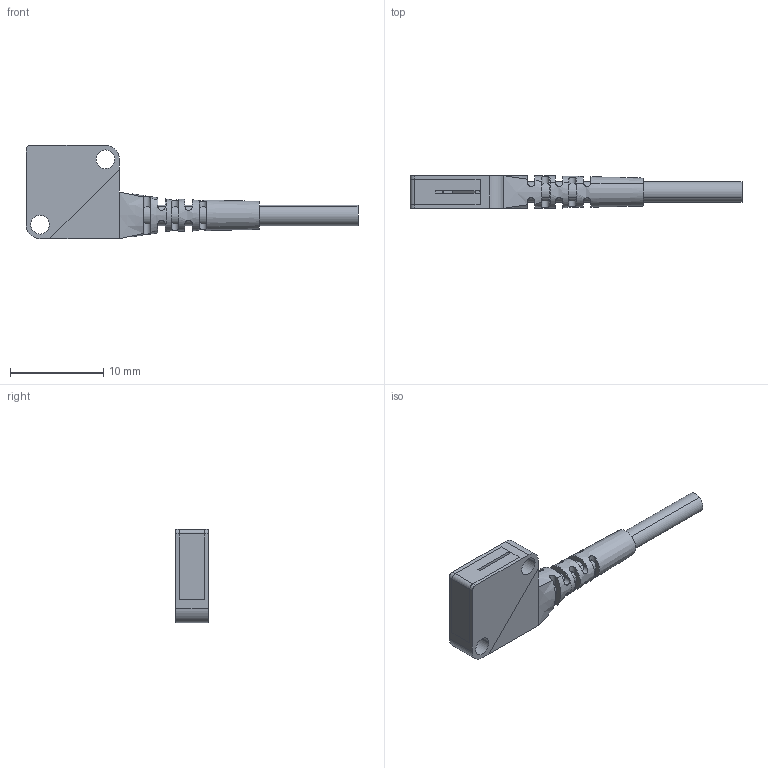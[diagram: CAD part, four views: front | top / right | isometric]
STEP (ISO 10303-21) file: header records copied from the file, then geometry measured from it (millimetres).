
FILE_DESCRIPTION((''),'2;1');
FILE_NAME('ASM0002_ASM','2016-03-30T',('wenchil222'),(''),'PRO/ENGINEER BY PARAMETRIC TECHNOLOGY CORPORATION, 2008020','PRO/ENGINEER BY PARAMETRIC TECHNOLOGY CORPORATION, 2008020','');
FILE_SCHEMA(('CONFIG_CONTROL_DESIGN'));
Length unit declared in the file: millimetre
Products named in the file (5): PT-10ML; 00; 01; 02; ASM0002_ASM
Assembly tree (4 placements, depth 2):
  ASM0002_ASM
    PT-10ML
    00
    01
    02
Bounding box: 35.56 x 3.5 x 10 mm (x, y, z)
Volume: 412.1 mm3; surface area: 1242 mm2
Topology: 4 solids, 4 shells, 182 faces, 544 edges, 360 vertices
Faces by surface type: plane 105, cylinder 57, torus 8, bspline 8, cone 4
Entity records: 7204 total; most frequent: CARTESIAN_POINT 2170, ORIENTED_EDGE 1088, DIRECTION 968, EDGE_CURVE 544, VERTEX_POINT 360, AXIS2_PLACEMENT_3D 323, VECTOR 322, LINE 322
